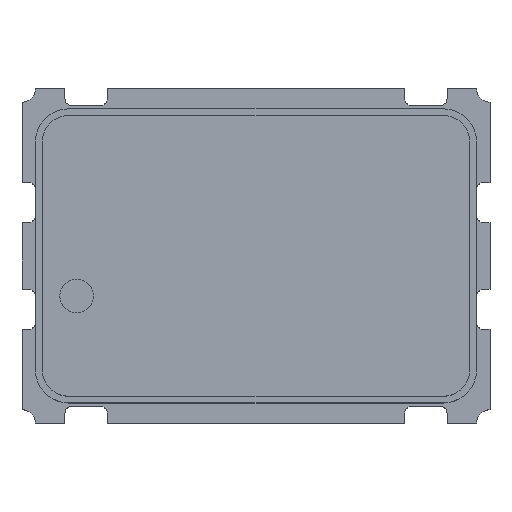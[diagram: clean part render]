
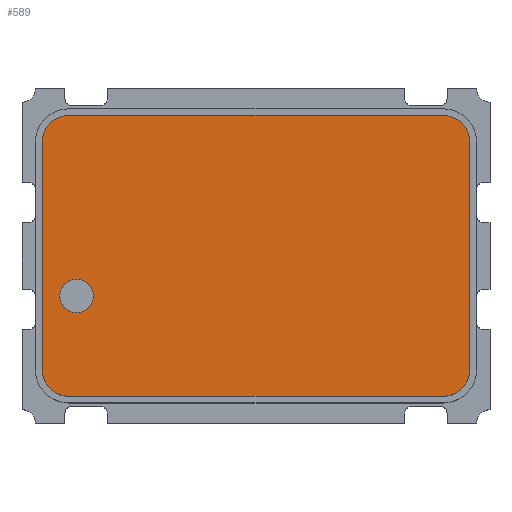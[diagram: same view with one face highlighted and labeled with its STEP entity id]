
A CAD part, top view. The second image highlights one B-rep face of the part: STEP entity #589.
In plain terms, the highlighted planar face has unit normal (0, 0, 1).
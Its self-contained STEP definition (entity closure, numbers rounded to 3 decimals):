
#589=ADVANCED_FACE('',(#1119,#1120),#1121,.T.);
#1119=FACE_BOUND('',#1621,.T.);
#1120=FACE_OUTER_BOUND('',#1622,.T.);
#1121=PLANE('',#1623);
#1621=EDGE_LOOP('',(#3093));
#1622=EDGE_LOOP('',(#3094,#3095,#3096,#3097,#3098,#3099,#3100,#3101));
#1623=AXIS2_PLACEMENT_3D('',#3102,#3103,#3104);
#3093=ORIENTED_EDGE('',*,*,#3748,.T.);
#3094=ORIENTED_EDGE('',*,*,#3751,.T.);
#3095=ORIENTED_EDGE('',*,*,#3752,.T.);
#3096=ORIENTED_EDGE('',*,*,#3753,.T.);
#3097=ORIENTED_EDGE('',*,*,#3754,.T.);
#3098=ORIENTED_EDGE('',*,*,#3755,.T.);
#3099=ORIENTED_EDGE('',*,*,#3756,.T.);
#3100=ORIENTED_EDGE('',*,*,#3757,.T.);
#3101=ORIENTED_EDGE('',*,*,#3758,.T.);
#3102=CARTESIAN_POINT('',(-2.8,1.7,0.15));
#3103=DIRECTION('',(0.0,0.0,1.0));
#3104=DIRECTION('',(1.0,0.0,0.0));
#3748=EDGE_CURVE('',#4627,#4627,#4628,.T.);
#3751=EDGE_CURVE('',#4631,#4632,#4633,.T.);
#3752=EDGE_CURVE('',#4632,#4634,#4635,.T.);
#3753=EDGE_CURVE('',#4634,#4636,#4637,.T.);
#3754=EDGE_CURVE('',#4636,#4638,#4639,.T.);
#3755=EDGE_CURVE('',#4638,#4640,#4641,.T.);
#3756=EDGE_CURVE('',#4640,#4642,#4643,.T.);
#3757=EDGE_CURVE('',#4642,#4644,#4645,.T.);
#3758=EDGE_CURVE('',#4644,#4631,#4646,.T.);
#4627=VERTEX_POINT('',#5857);
#4628=CIRCLE('',#5858,0.25);
#4631=VERTEX_POINT('',#5861);
#4632=VERTEX_POINT('',#5862);
#4633=CIRCLE('',#5863,0.4);
#4634=VERTEX_POINT('',#5864);
#4635=LINE('',#5865,#5866);
#4636=VERTEX_POINT('',#5867);
#4637=CIRCLE('',#5868,0.4);
#4638=VERTEX_POINT('',#5869);
#4639=LINE('',#5870,#5871);
#4640=VERTEX_POINT('',#5872);
#4641=CIRCLE('',#5873,0.4);
#4642=VERTEX_POINT('',#5874);
#4643=LINE('',#5875,#5876);
#4644=VERTEX_POINT('',#5877);
#4645=CIRCLE('',#5878,0.4);
#4646=LINE('',#5879,#5880);
#5857=CARTESIAN_POINT('',(-2.434,-0.6,0.15));
#5858=AXIS2_PLACEMENT_3D('',#6503,#6504,#6505);
#5861=CARTESIAN_POINT('',(-2.8,2.1,0.15));
#5862=CARTESIAN_POINT('',(-3.2,1.7,0.15));
#5863=AXIS2_PLACEMENT_3D('',#6506,#6507,#6508);
#5864=CARTESIAN_POINT('',(-3.2,-1.7,0.15));
#5865=CARTESIAN_POINT('',(-3.2,1.7,0.15));
#5866=VECTOR('',#6509,1.0);
#5867=CARTESIAN_POINT('',(-2.8,-2.1,0.15));
#5868=AXIS2_PLACEMENT_3D('',#6510,#6511,#6512);
#5869=CARTESIAN_POINT('',(2.8,-2.1,0.15));
#5870=CARTESIAN_POINT('',(-2.8,-2.1,0.15));
#5871=VECTOR('',#6513,1.0);
#5872=CARTESIAN_POINT('',(3.2,-1.7,0.15));
#5873=AXIS2_PLACEMENT_3D('',#6514,#6515,#6516);
#5874=CARTESIAN_POINT('',(3.2,1.7,0.15));
#5875=CARTESIAN_POINT('',(3.2,-1.7,0.15));
#5876=VECTOR('',#6517,1.0);
#5877=CARTESIAN_POINT('',(2.8,2.1,0.15));
#5878=AXIS2_PLACEMENT_3D('',#6518,#6519,#6520);
#5879=CARTESIAN_POINT('',(2.8,2.1,0.15));
#5880=VECTOR('',#6521,1.0);
#6503=CARTESIAN_POINT('',(-2.684,-0.6,0.15));
#6504=DIRECTION('',(0.0,0.0,-1.0));
#6505=DIRECTION('',(1.0,0.0,0.0));
#6506=CARTESIAN_POINT('',(-2.8,1.7,0.15));
#6507=DIRECTION('',(0.0,0.0,1.0));
#6508=DIRECTION('',(1.0,0.0,0.0));
#6509=DIRECTION('',(0.0,-1.0,0.0));
#6510=CARTESIAN_POINT('',(-2.8,-1.7,0.15));
#6511=DIRECTION('',(0.0,0.0,1.0));
#6512=DIRECTION('',(1.0,0.0,0.0));
#6513=DIRECTION('',(1.0,0.0,0.0));
#6514=CARTESIAN_POINT('',(2.8,-1.7,0.15));
#6515=DIRECTION('',(0.0,0.0,1.0));
#6516=DIRECTION('',(1.0,0.0,0.0));
#6517=DIRECTION('',(0.0,1.0,0.0));
#6518=CARTESIAN_POINT('',(2.8,1.7,0.15));
#6519=DIRECTION('',(0.0,0.0,1.0));
#6520=DIRECTION('',(1.0,0.0,0.0));
#6521=DIRECTION('',(-1.0,0.,0.0));
